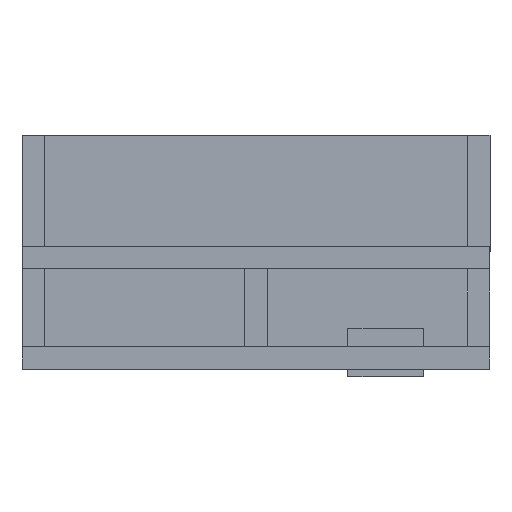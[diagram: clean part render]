
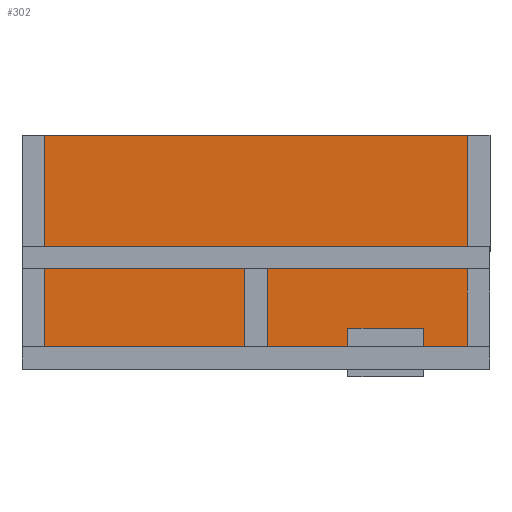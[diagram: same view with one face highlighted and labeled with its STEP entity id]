
A CAD part, front view. The second image highlights one B-rep face of the part: STEP entity #302.
In plain terms, the highlighted planar face has unit normal (0, -1, 0).
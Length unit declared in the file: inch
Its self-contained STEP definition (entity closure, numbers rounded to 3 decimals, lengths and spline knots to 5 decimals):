
#13 = CARTESIAN_POINT ( 'NONE',  ( 36., 0., 18. ) ) ;
#23 = LINE ( 'NONE', #678, #218 ) ;
#158 = CARTESIAN_POINT ( 'NONE',  ( 36., 0., -18. ) ) ;
#210 = DIRECTION ( 'NONE',  ( 0., 0., -1. ) ) ;
#218 = VECTOR ( 'NONE', #486, 39.37008 ) ;
#302 = ADVANCED_FACE ( 'NONE', ( #1631 ), #484, .F. ) ;
#315 = VECTOR ( 'NONE', #1440, 39.37008 ) ;
#484 = PLANE ( 'NONE',  #793 ) ;
#486 = DIRECTION ( 'NONE',  ( 0., 0., 1. ) ) ;
#491 = CARTESIAN_POINT ( 'NONE',  ( 0., 0., 0. ) ) ;
#492 = LINE ( 'NONE', #1131, #1001 ) ;
#515 = VERTEX_POINT ( 'NONE', #1225 ) ;
#561 = VERTEX_POINT ( 'NONE', #600 ) ;
#600 = CARTESIAN_POINT ( 'NONE',  ( 36., 0., -18. ) ) ;
#662 = DIRECTION ( 'NONE',  ( 1., 0., 0. ) ) ;
#678 = CARTESIAN_POINT ( 'NONE',  ( -36., 0., 18. ) ) ;
#763 = LINE ( 'NONE', #158, #315 ) ;
#793 = AXIS2_PLACEMENT_3D ( 'NONE', #491, #1265, #1648 ) ;
#826 = ORIENTED_EDGE ( 'NONE', *, *, #904, .F. ) ;
#865 = CARTESIAN_POINT ( 'NONE',  ( 36., 0., 18. ) ) ;
#903 = VERTEX_POINT ( 'NONE', #1322 ) ;
#904 = EDGE_CURVE ( 'NONE', #561, #515, #763, .T. ) ;
#944 = VERTEX_POINT ( 'NONE', #865 ) ;
#976 = EDGE_CURVE ( 'NONE', #944, #561, #492, .T. ) ;
#1001 = VECTOR ( 'NONE', #210, 39.37008 ) ;
#1058 = LINE ( 'NONE', #13, #1157 ) ;
#1131 = CARTESIAN_POINT ( 'NONE',  ( 36., 0., 18. ) ) ;
#1157 = VECTOR ( 'NONE', #662, 39.37008 ) ;
#1192 = ORIENTED_EDGE ( 'NONE', *, *, #1579, .F. ) ;
#1225 = CARTESIAN_POINT ( 'NONE',  ( -36., 0., -18. ) ) ;
#1265 = DIRECTION ( 'NONE',  ( 0., 1., 0. ) ) ;
#1322 = CARTESIAN_POINT ( 'NONE',  ( -36., 0., 18. ) ) ;
#1344 = ORIENTED_EDGE ( 'NONE', *, *, #1345, .F. ) ;
#1345 = EDGE_CURVE ( 'NONE', #903, #944, #1058, .T. ) ;
#1376 = ORIENTED_EDGE ( 'NONE', *, *, #976, .F. ) ;
#1440 = DIRECTION ( 'NONE',  ( -1., 0., 0. ) ) ;
#1541 = EDGE_LOOP ( 'NONE', ( #1192, #826, #1376, #1344 ) ) ;
#1579 = EDGE_CURVE ( 'NONE', #515, #903, #23, .T. ) ;
#1631 = FACE_OUTER_BOUND ( 'NONE', #1541, .T. ) ;
#1648 = DIRECTION ( 'NONE',  ( 0., 0., 1. ) ) ;
